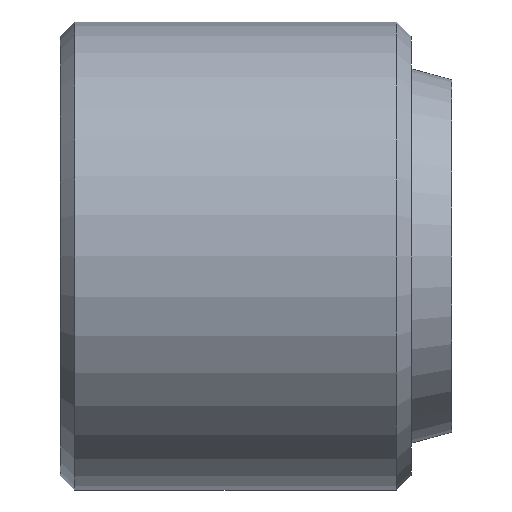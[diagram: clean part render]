
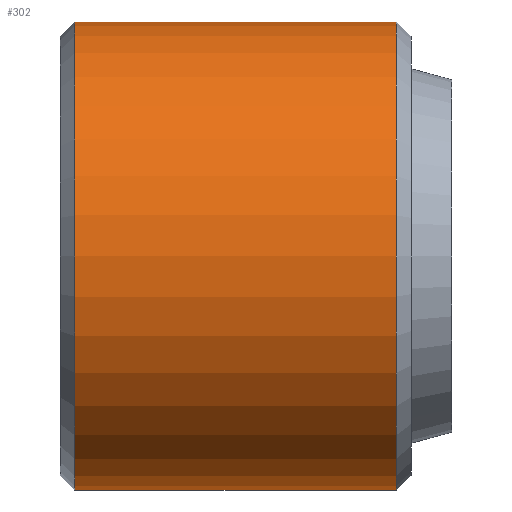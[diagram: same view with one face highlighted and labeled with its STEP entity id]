
A CAD part, front view. The second image highlights one B-rep face of the part: STEP entity #302.
In plain terms, the highlighted cylindrical face has radius 4 mm (diameter 8 mm), a full revolution.
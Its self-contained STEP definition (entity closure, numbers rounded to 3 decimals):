
#79=B_SPLINE_CURVE_WITH_KNOTS('',3,(#496,#497,#498,#499,#500,#501,#502,
#503,#504,#505,#506),.UNSPECIFIED.,.T.,.F.,(1,1,1,1,1,1,1,1,1,1,1,1,1,1,
1),(-0.002,-0.001,-0.001,0.,
0.001,0.001,0.002,0.003,
0.004,0.004,0.005,0.006,
0.007,0.007,0.008),
 .UNSPECIFIED.);
#92=ORIENTED_EDGE('',*,*,#160,.F.);
#93=ORIENTED_EDGE('',*,*,#159,.F.);
#94=ORIENTED_EDGE('',*,*,#161,.T.);
#159=EDGE_CURVE('',#192,#192,#79,.T.);
#160=EDGE_CURVE('',#193,#193,#218,.T.);
#161=EDGE_CURVE('',#194,#194,#219,.T.);
#192=VERTEX_POINT('',#507);
#193=VERTEX_POINT('',#510);
#194=VERTEX_POINT('',#512);
#218=CIRCLE('',#343,4.);
#219=CIRCLE('',#344,4.);
#232=EDGE_LOOP('',(#92));
#233=EDGE_LOOP('',(#93));
#234=EDGE_LOOP('',(#94));
#266=FACE_BOUND('',#232,.T.);
#267=FACE_BOUND('',#233,.T.);
#268=FACE_BOUND('',#234,.T.);
#297=CYLINDRICAL_SURFACE('',#342,4.);
#302=ADVANCED_FACE('',(#266,#267,#268),#297,.T.);
#342=AXIS2_PLACEMENT_3D('',#508,#387,#388);
#343=AXIS2_PLACEMENT_3D('',#509,#389,#390);
#344=AXIS2_PLACEMENT_3D('',#511,#391,#392);
#387=DIRECTION('',(1.,0.,0.));
#388=DIRECTION('',(0.,0.,-1.));
#389=DIRECTION('',(1.,0.,0.));
#390=DIRECTION('',(0.,0.,-1.));
#391=DIRECTION('',(1.,0.,0.));
#392=DIRECTION('',(0.,0.,-1.));
#496=CARTESIAN_POINT('',(2.02,3.875,-0.981));
#497=CARTESIAN_POINT('',(1.266,3.941,-0.743));
#498=CARTESIAN_POINT('',(0.875,4.028,-0.022));
#499=CARTESIAN_POINT('',(1.235,3.947,0.719));
#500=CARTESIAN_POINT('',(1.981,3.875,0.981));
#501=CARTESIAN_POINT('',(2.732,3.941,0.744));
#502=CARTESIAN_POINT('',(3.125,4.028,0.025));
#503=CARTESIAN_POINT('',(2.766,3.947,-0.719));
#504=CARTESIAN_POINT('',(2.02,3.875,-0.981));
#505=CARTESIAN_POINT('',(1.266,3.941,-0.743));
#506=CARTESIAN_POINT('',(0.875,4.028,-0.022));
#507=CARTESIAN_POINT('',(1.327,3.945,-0.663));
#508=CARTESIAN_POINT('',(6.7,0.,0.));
#509=CARTESIAN_POINT('',(5.75,0.,0.));
#510=CARTESIAN_POINT('',(5.75,0.,-4.));
#511=CARTESIAN_POINT('',(0.25,0.,0.));
#512=CARTESIAN_POINT('',(0.25,0.,-4.));
